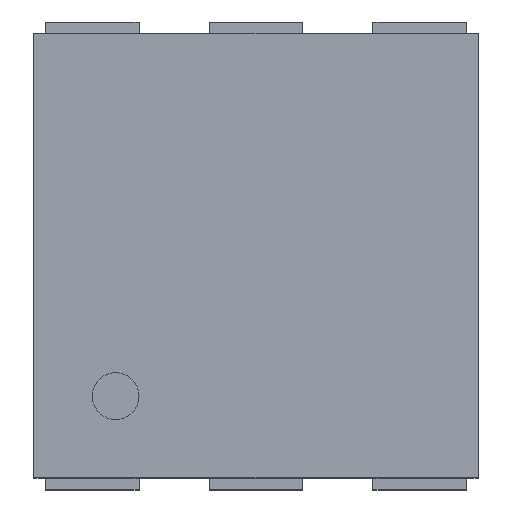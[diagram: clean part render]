
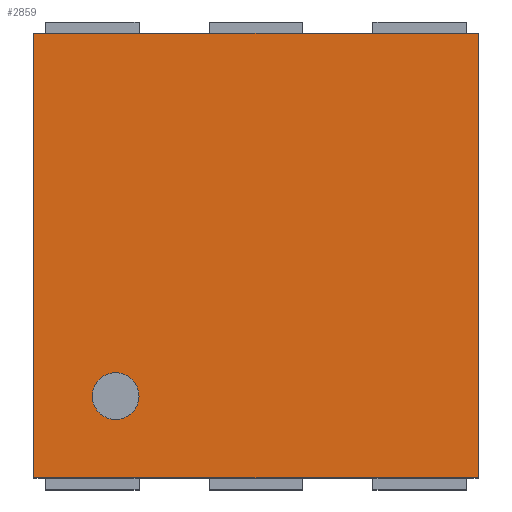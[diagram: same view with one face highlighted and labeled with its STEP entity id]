
A CAD part, top view. The second image highlights one B-rep face of the part: STEP entity #2859.
In plain terms, the highlighted planar face has unit normal (0, 0, 1).
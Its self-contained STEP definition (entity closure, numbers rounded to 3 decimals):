
#128 = PLANE('',#129);
#129 = AXIS2_PLACEMENT_3D('',#130,#131,#132);
#130 = CARTESIAN_POINT('',(-0.475,0.475,0.05));
#131 = DIRECTION('',(0.,1.,0.));
#132 = DIRECTION('',(0.,0.,1.));
#358 = PLANE('',#359);
#359 = AXIS2_PLACEMENT_3D('',#360,#361,#362);
#360 = CARTESIAN_POINT('',(-0.475,-0.475,0.05));
#361 = DIRECTION('',(1.,0.,0.));
#362 = DIRECTION('',(0.,0.,1.));
#386 = PLANE('',#387);
#387 = AXIS2_PLACEMENT_3D('',#388,#389,#390);
#388 = CARTESIAN_POINT('',(-0.475,-0.475,0.05));
#389 = DIRECTION('',(0.,1.,0.));
#390 = DIRECTION('',(0.,0.,1.));
#726 = PLANE('',#727);
#727 = AXIS2_PLACEMENT_3D('',#728,#729,#730);
#728 = CARTESIAN_POINT('',(0.475,-0.475,0.05));
#729 = DIRECTION('',(1.,0.,0.));
#730 = DIRECTION('',(0.,0.,1.));
#996 = VERTEX_POINT('',#997);
#997 = CARTESIAN_POINT('',(-0.475,0.475,0.4));
#1018 = EDGE_CURVE('',#996,#1019,#1021,.T.);
#1019 = VERTEX_POINT('',#1020);
#1020 = CARTESIAN_POINT('',(0.475,0.475,0.4));
#1021 = SURFACE_CURVE('',#1022,(#1026,#1033),.PCURVE_S1.);
#1022 = LINE('',#1023,#1024);
#1023 = CARTESIAN_POINT('',(-0.475,0.475,0.4));
#1024 = VECTOR('',#1025,1.);
#1025 = DIRECTION('',(1.,0.,0.));
#1026 = PCURVE('',#128,#1027);
#1027 = DEFINITIONAL_REPRESENTATION('',(#1028),#1032);
#1028 = LINE('',#1029,#1030);
#1029 = CARTESIAN_POINT('',(0.35,0.));
#1030 = VECTOR('',#1031,1.);
#1031 = DIRECTION('',(0.,1.));
#1032 = ( GEOMETRIC_REPRESENTATION_CONTEXT(2)
PARAMETRIC_REPRESENTATION_CONTEXT() REPRESENTATION_CONTEXT('2D SPACE',''
) );
#1033 = PCURVE('',#1034,#1039);
#1034 = PLANE('',#1035);
#1035 = AXIS2_PLACEMENT_3D('',#1036,#1037,#1038);
#1036 = CARTESIAN_POINT('',(-0.475,-0.475,0.4));
#1037 = DIRECTION('',(0.,0.,1.));
#1038 = DIRECTION('',(1.,0.,0.));
#1039 = DEFINITIONAL_REPRESENTATION('',(#1040),#1044);
#1040 = LINE('',#1041,#1042);
#1041 = CARTESIAN_POINT('',(0.,0.95));
#1042 = VECTOR('',#1043,1.);
#1043 = DIRECTION('',(1.,0.));
#1044 = ( GEOMETRIC_REPRESENTATION_CONTEXT(2)
PARAMETRIC_REPRESENTATION_CONTEXT() REPRESENTATION_CONTEXT('2D SPACE',''
) );
#1794 = VERTEX_POINT('',#1795);
#1795 = CARTESIAN_POINT('',(0.475,-0.475,0.4));
#1818 = EDGE_CURVE('',#1794,#1019,#1819,.T.);
#1819 = SURFACE_CURVE('',#1820,(#1824,#1831),.PCURVE_S1.);
#1820 = LINE('',#1821,#1822);
#1821 = CARTESIAN_POINT('',(0.475,-0.475,0.4));
#1822 = VECTOR('',#1823,1.);
#1823 = DIRECTION('',(0.,1.,0.));
#1824 = PCURVE('',#726,#1825);
#1825 = DEFINITIONAL_REPRESENTATION('',(#1826),#1830);
#1826 = LINE('',#1827,#1828);
#1827 = CARTESIAN_POINT('',(0.35,0.));
#1828 = VECTOR('',#1829,1.);
#1829 = DIRECTION('',(0.,-1.));
#1830 = ( GEOMETRIC_REPRESENTATION_CONTEXT(2)
PARAMETRIC_REPRESENTATION_CONTEXT() REPRESENTATION_CONTEXT('2D SPACE',''
) );
#1831 = PCURVE('',#1034,#1832);
#1832 = DEFINITIONAL_REPRESENTATION('',(#1833),#1837);
#1833 = LINE('',#1834,#1835);
#1834 = CARTESIAN_POINT('',(0.95,0.));
#1835 = VECTOR('',#1836,1.);
#1836 = DIRECTION('',(0.,1.));
#1837 = ( GEOMETRIC_REPRESENTATION_CONTEXT(2)
PARAMETRIC_REPRESENTATION_CONTEXT() REPRESENTATION_CONTEXT('2D SPACE',''
) );
#1844 = VERTEX_POINT('',#1845);
#1845 = CARTESIAN_POINT('',(-0.475,-0.475,0.4));
#1866 = EDGE_CURVE('',#1844,#1794,#1867,.T.);
#1867 = SURFACE_CURVE('',#1868,(#1872,#1879),.PCURVE_S1.);
#1868 = LINE('',#1869,#1870);
#1869 = CARTESIAN_POINT('',(-0.475,-0.475,0.4));
#1870 = VECTOR('',#1871,1.);
#1871 = DIRECTION('',(1.,0.,0.));
#1872 = PCURVE('',#386,#1873);
#1873 = DEFINITIONAL_REPRESENTATION('',(#1874),#1878);
#1874 = LINE('',#1875,#1876);
#1875 = CARTESIAN_POINT('',(0.35,0.));
#1876 = VECTOR('',#1877,1.);
#1877 = DIRECTION('',(0.,1.));
#1878 = ( GEOMETRIC_REPRESENTATION_CONTEXT(2)
PARAMETRIC_REPRESENTATION_CONTEXT() REPRESENTATION_CONTEXT('2D SPACE',''
) );
#1879 = PCURVE('',#1034,#1880);
#1880 = DEFINITIONAL_REPRESENTATION('',(#1881),#1885);
#1881 = LINE('',#1882,#1883);
#1882 = CARTESIAN_POINT('',(0.,0.));
#1883 = VECTOR('',#1884,1.);
#1884 = DIRECTION('',(1.,0.));
#1885 = ( GEOMETRIC_REPRESENTATION_CONTEXT(2)
PARAMETRIC_REPRESENTATION_CONTEXT() REPRESENTATION_CONTEXT('2D SPACE',''
) );
#2785 = EDGE_CURVE('',#1844,#996,#2786,.T.);
#2786 = SURFACE_CURVE('',#2787,(#2791,#2798),.PCURVE_S1.);
#2787 = LINE('',#2788,#2789);
#2788 = CARTESIAN_POINT('',(-0.475,-0.475,0.4));
#2789 = VECTOR('',#2790,1.);
#2790 = DIRECTION('',(0.,1.,0.));
#2791 = PCURVE('',#358,#2792);
#2792 = DEFINITIONAL_REPRESENTATION('',(#2793),#2797);
#2793 = LINE('',#2794,#2795);
#2794 = CARTESIAN_POINT('',(0.35,0.));
#2795 = VECTOR('',#2796,1.);
#2796 = DIRECTION('',(0.,-1.));
#2797 = ( GEOMETRIC_REPRESENTATION_CONTEXT(2)
PARAMETRIC_REPRESENTATION_CONTEXT() REPRESENTATION_CONTEXT('2D SPACE',''
) );
#2798 = PCURVE('',#1034,#2799);
#2799 = DEFINITIONAL_REPRESENTATION('',(#2800),#2804);
#2800 = LINE('',#2801,#2802);
#2801 = CARTESIAN_POINT('',(0.,0.));
#2802 = VECTOR('',#2803,1.);
#2803 = DIRECTION('',(0.,1.));
#2804 = ( GEOMETRIC_REPRESENTATION_CONTEXT(2)
PARAMETRIC_REPRESENTATION_CONTEXT() REPRESENTATION_CONTEXT('2D SPACE',''
) );
#2859 = ADVANCED_FACE('',(#2860,#2866),#1034,.T.);
#2860 = FACE_BOUND('',#2861,.T.);
#2861 = EDGE_LOOP('',(#2862,#2863,#2864,#2865));
#2862 = ORIENTED_EDGE('',*,*,#2785,.F.);
#2863 = ORIENTED_EDGE('',*,*,#1866,.T.);
#2864 = ORIENTED_EDGE('',*,*,#1818,.T.);
#2865 = ORIENTED_EDGE('',*,*,#1018,.F.);
#2866 = FACE_BOUND('',#2867,.T.);
#2867 = EDGE_LOOP('',(#2868));
#2868 = ORIENTED_EDGE('',*,*,#2869,.T.);
#2869 = EDGE_CURVE('',#2870,#2870,#2872,.T.);
#2870 = VERTEX_POINT('',#2871);
#2871 = CARTESIAN_POINT('',(-0.25,-0.3,0.4));
#2872 = SURFACE_CURVE('',#2873,(#2878,#2889),.PCURVE_S1.);
#2873 = CIRCLE('',#2874,0.05);
#2874 = AXIS2_PLACEMENT_3D('',#2875,#2876,#2877);
#2875 = CARTESIAN_POINT('',(-0.3,-0.3,0.4));
#2876 = DIRECTION('',(0.,0.,-1.));
#2877 = DIRECTION('',(1.,0.,0.));
#2878 = PCURVE('',#1034,#2879);
#2879 = DEFINITIONAL_REPRESENTATION('',(#2880),#2888);
#2880 = ( BOUNDED_CURVE() B_SPLINE_CURVE(2,(#2881,#2882,#2883,#2884,
#2885,#2886,#2887),.UNSPECIFIED.,.T.,.F.) B_SPLINE_CURVE_WITH_KNOTS((1,2
,2,2,2,1),(-2.094,0.,2.094,4.189,
6.283,8.378),.UNSPECIFIED.) CURVE()
GEOMETRIC_REPRESENTATION_ITEM() RATIONAL_B_SPLINE_CURVE((1.,0.5,1.,0.5,
1.,0.5,1.)) REPRESENTATION_ITEM('') );
#2881 = CARTESIAN_POINT('',(0.225,0.175));
#2882 = CARTESIAN_POINT('',(0.225,0.088));
#2883 = CARTESIAN_POINT('',(0.15,0.132));
#2884 = CARTESIAN_POINT('',(0.075,0.175));
#2885 = CARTESIAN_POINT('',(0.15,0.218));
#2886 = CARTESIAN_POINT('',(0.225,0.262));
#2887 = CARTESIAN_POINT('',(0.225,0.175));
#2888 = ( GEOMETRIC_REPRESENTATION_CONTEXT(2)
PARAMETRIC_REPRESENTATION_CONTEXT() REPRESENTATION_CONTEXT('2D SPACE',''
) );
#2889 = PCURVE('',#2890,#2895);
#2890 = CYLINDRICAL_SURFACE('',#2891,0.05);
#2891 = AXIS2_PLACEMENT_3D('',#2892,#2893,#2894);
#2892 = CARTESIAN_POINT('',(-0.3,-0.3,0.42));
#2893 = DIRECTION('',(-0.,-0.,-1.));
#2894 = DIRECTION('',(1.,0.,0.));
#2895 = DEFINITIONAL_REPRESENTATION('',(#2896),#2900);
#2896 = LINE('',#2897,#2898);
#2897 = CARTESIAN_POINT('',(-6.283,0.02));
#2898 = VECTOR('',#2899,1.);
#2899 = DIRECTION('',(1.,-0.));
#2900 = ( GEOMETRIC_REPRESENTATION_CONTEXT(2)
PARAMETRIC_REPRESENTATION_CONTEXT() REPRESENTATION_CONTEXT('2D SPACE',''
) );
